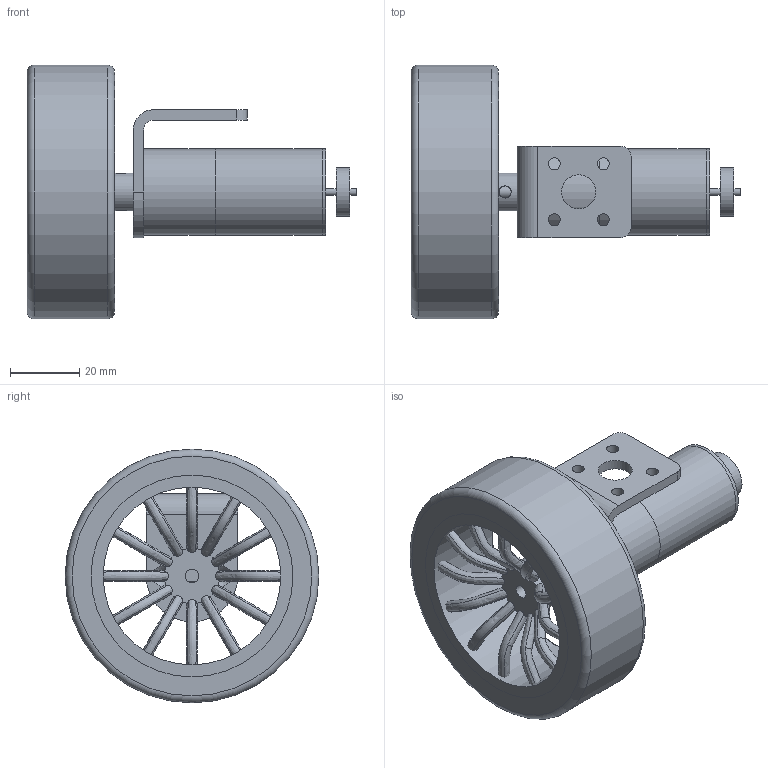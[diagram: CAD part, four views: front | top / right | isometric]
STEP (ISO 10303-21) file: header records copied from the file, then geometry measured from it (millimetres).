
FILE_DESCRIPTION(/* description */ (''),/* implementation_level */ '2;1');
FILE_NAME(/* name */ 'DC Motor.step',/* time_stamp */ '2023-09-15T16:05:44+02:00',/* author */ (''),/* organization */ (''),/* preprocessor_version */ 'ST-DEVELOPER v20',/* originating_system */ 'Autodesk Translation Framework v12.9.0.99',/* authorisation */ '');
FILE_SCHEMA (('AUTOMOTIVE_DESIGN { 1 0 10303 214 3 1 1 }'));
Length unit declared in the file: millimetre
Products named in the file (7): DC Motor; Wheel; Rim; Tire; Brass connector; Angle bracket; Motor
Assembly tree (6 placements, depth 3):
  DC Motor
    Wheel
      Rim
      Tire
    Brass connector
    Angle bracket
    Motor
Bounding box: 95.5 x 73.5 x 73.5 mm (x, y, z)
Volume: 89603.1 mm3; surface area: 39226.4 mm2
Topology: 8 solids, 8 shells, 162 faces, 408 edges, 267 vertices
Faces by surface type: bspline 84, plane 42, cylinder 31, cone 3, torus 2
Full cylindrical faces by diameter (mm): 2 x2, 3 x2, 3.5 x6, 4 x3, 7 x1, 9.9 x1, 11 x2, 14 x1, 16 x1, 25 x3, 51.5 x1, 58.5 x2, 73.5 x1
Entity records: 22861 total; most frequent: CARTESIAN_POINT 19302, ORIENTED_EDGE 816, DIRECTION 435, EDGE_CURVE 408, VERTEX_POINT 267, B_SPLINE_CURVE_WITH_KNOTS 237, EDGE_LOOP 195, AXIS2_PLACEMENT_3D 173
